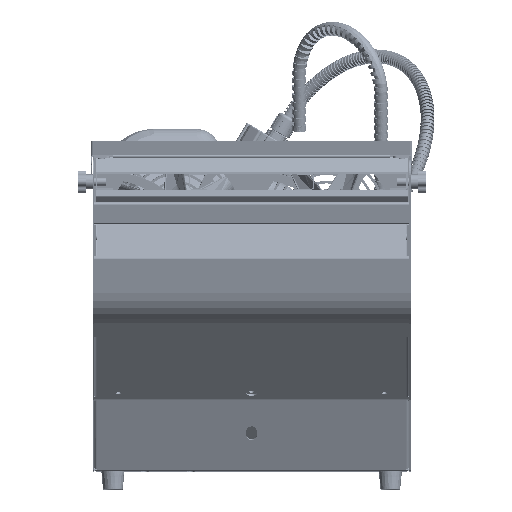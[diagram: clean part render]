
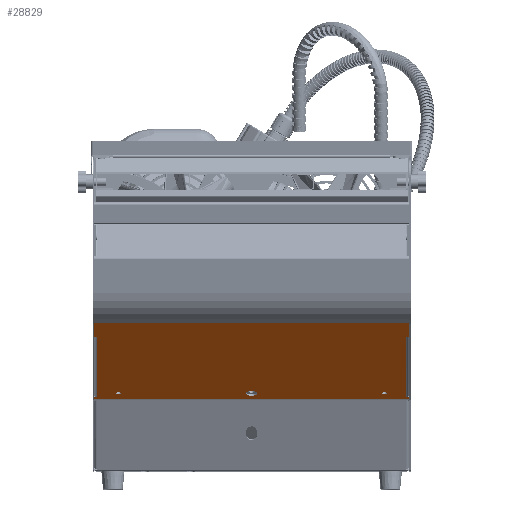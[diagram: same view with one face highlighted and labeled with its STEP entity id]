
A CAD part, top view. The second image highlights one B-rep face of the part: STEP entity #28829.
In plain terms, the highlighted planar face has unit normal (0, -0.908, 0.42).
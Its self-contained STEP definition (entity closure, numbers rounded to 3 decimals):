
#24816=DIRECTION('',(0.,0.42,0.908));
#24817=VECTOR('',#24816,28.181);
#24818=CARTESIAN_POINT('',(-136.,114.353,144.861));
#24819=LINE('',#24818,#24817);
#24820=DIRECTION('',(0.,-0.42,-0.908));
#24821=VECTOR('',#24820,28.181);
#24822=CARTESIAN_POINT('',(136.,126.183,170.438));
#24823=LINE('',#24822,#24821);
#24824=DIRECTION('',(1.,0.,0.));
#24825=VECTOR('',#24824,2.2);
#24826=CARTESIAN_POINT('',(133.8,114.353,144.861));
#24827=LINE('',#24826,#24825);
#24828=DIRECTION('',(1.,0.,0.));
#24829=VECTOR('',#24828,2.2);
#24830=CARTESIAN_POINT('',(133.8,62.47,32.678));
#24831=LINE('',#24830,#24829);
#24832=DIRECTION('',(0.,-0.42,-0.908));
#24833=VECTOR('',#24832,3.5);
#24834=CARTESIAN_POINT('',(136.,62.47,32.678));
#24835=LINE('',#24834,#24833);
#24836=DIRECTION('',(0.,0.42,0.908));
#24837=VECTOR('',#24836,3.5);
#24838=CARTESIAN_POINT('',(-136.,61.001,29.501));
#24839=LINE('',#24838,#24837);
#24840=DIRECTION('',(-1.,0.,0.));
#24841=VECTOR('',#24840,2.2);
#24842=CARTESIAN_POINT('',(-133.8,62.47,32.678));
#24843=LINE('',#24842,#24841);
#24844=DIRECTION('',(-1.,0.,0.));
#24845=VECTOR('',#24844,2.2);
#24846=CARTESIAN_POINT('',(-133.8,114.353,144.861));
#24847=LINE('',#24846,#24845);
#24848=CARTESIAN_POINT('',(-115.,65.991,40.291));
#24849=DIRECTION('',(0.,-0.908,0.42));
#24850=DIRECTION('',(-1.,0.,0.));
#24851=AXIS2_PLACEMENT_3D('',#24848,#24849,#24850);
#24853=CARTESIAN_POINT('',(-115.,65.991,40.291));
#24854=DIRECTION('',(0.,-0.908,0.42));
#24855=DIRECTION('',(1.,0.,0.));
#24856=AXIS2_PLACEMENT_3D('',#24853,#24854,#24855);
#24858=CARTESIAN_POINT('',(0.,65.991,40.291));
#24859=DIRECTION('',(0.,-0.908,0.42));
#24860=DIRECTION('',(-1.,0.,0.));
#24861=AXIS2_PLACEMENT_3D('',#24858,#24859,#24860);
#24863=CARTESIAN_POINT('',(0.,65.991,40.291));
#24864=DIRECTION('',(0.,-0.908,0.42));
#24865=DIRECTION('',(1.,0.,0.));
#24866=AXIS2_PLACEMENT_3D('',#24863,#24864,#24865);
#24868=CARTESIAN_POINT('',(115.,65.991,40.291));
#24869=DIRECTION('',(0.,-0.908,0.42));
#24870=DIRECTION('',(-1.,0.,0.));
#24871=AXIS2_PLACEMENT_3D('',#24868,#24869,#24870);
#24873=CARTESIAN_POINT('',(115.,65.991,40.291));
#24874=DIRECTION('',(0.,-0.908,0.42));
#24875=DIRECTION('',(1.,0.,0.));
#24876=AXIS2_PLACEMENT_3D('',#24873,#24874,#24875);
#24887=DIRECTION('',(1.,0.,0.));
#24888=VECTOR('',#24887,272.);
#24889=CARTESIAN_POINT('',(-136.,126.183,170.438));
#24890=LINE('',#24889,#24888);
#25183=DIRECTION('',(0.,-0.42,-0.908));
#25184=VECTOR('',#25183,123.599);
#25185=CARTESIAN_POINT('',(133.8,114.353,144.861));
#25186=LINE('',#25185,#25184);
#25384=DIRECTION('',(-1.,0.,0.));
#25385=VECTOR('',#25384,272.);
#25386=CARTESIAN_POINT('',(136.,61.001,29.501));
#25387=LINE('',#25386,#25385);
#27124=DIRECTION('',(0.,0.42,0.908));
#27125=VECTOR('',#27124,123.599);
#27126=CARTESIAN_POINT('',(-133.8,62.47,32.678));
#27127=LINE('',#27126,#27125);
#27542=CARTESIAN_POINT('',(136.,61.001,29.501));
#27543=CARTESIAN_POINT('',(-136.,61.001,29.501));
#27544=VERTEX_POINT('',#27542);
#27545=VERTEX_POINT('',#27543);
#27649=CARTESIAN_POINT('',(133.8,62.47,32.678));
#27650=CARTESIAN_POINT('',(136.,62.47,32.678));
#27651=VERTEX_POINT('',#27649);
#27652=VERTEX_POINT('',#27650);
#27654=CARTESIAN_POINT('',(136.,114.353,144.861));
#27656=VERTEX_POINT('',#27654);
#27677=CARTESIAN_POINT('',(-133.8,62.47,32.678));
#27678=CARTESIAN_POINT('',(-136.,62.47,32.678));
#27679=VERTEX_POINT('',#27677);
#27680=VERTEX_POINT('',#27678);
#27709=CARTESIAN_POINT('',(112.75,65.991,40.291));
#27710=CARTESIAN_POINT('',(117.25,65.991,40.291));
#27711=VERTEX_POINT('',#27709);
#27712=VERTEX_POINT('',#27710);
#27713=CARTESIAN_POINT('',(-5.,65.991,40.291));
#27714=CARTESIAN_POINT('',(5.,65.991,40.291));
#27715=VERTEX_POINT('',#27713);
#27716=VERTEX_POINT('',#27714);
#27717=CARTESIAN_POINT('',(-117.25,65.991,40.291));
#27718=CARTESIAN_POINT('',(-112.75,65.991,40.291));
#27719=VERTEX_POINT('',#27717);
#27720=VERTEX_POINT('',#27718);
#27915=CARTESIAN_POINT('',(133.8,114.353,144.861));
#27916=VERTEX_POINT('',#27915);
#27921=CARTESIAN_POINT('',(-133.8,114.353,144.861));
#27922=CARTESIAN_POINT('',(-136.,114.353,144.861));
#27923=VERTEX_POINT('',#27921);
#27924=VERTEX_POINT('',#27922);
#27929=CARTESIAN_POINT('',(136.,126.183,170.438));
#27930=VERTEX_POINT('',#27929);
#27931=CARTESIAN_POINT('',(-136.,126.183,170.438));
#27932=VERTEX_POINT('',#27931);
#28783=CARTESIAN_POINT('',(-136.,60.665,28.775));
#28784=DIRECTION('',(0.,0.908,-0.42));
#28785=DIRECTION('',(-1.,0.,0.));
#28786=AXIS2_PLACEMENT_3D('',#28783,#28784,#28785);
#28787=PLANE('',#28786);
#28788=ORIENTED_EDGE('',*,*,#28749,.T.);
#28790=ORIENTED_EDGE('',*,*,#28789,.T.);
#28792=ORIENTED_EDGE('',*,*,#28791,.T.);
#28794=ORIENTED_EDGE('',*,*,#28793,.F.);
#28796=ORIENTED_EDGE('',*,*,#28795,.T.);
#28798=ORIENTED_EDGE('',*,*,#28797,.T.);
#28800=ORIENTED_EDGE('',*,*,#28799,.T.);
#28802=ORIENTED_EDGE('',*,*,#28801,.T.);
#28803=ORIENTED_EDGE('',*,*,#28761,.T.);
#28805=ORIENTED_EDGE('',*,*,#28804,.F.);
#28807=ORIENTED_EDGE('',*,*,#28806,.T.);
#28808=ORIENTED_EDGE('',*,*,#28776,.T.);
#28809=EDGE_LOOP('',(#28788,#28790,#28792,#28794,#28796,#28798,#28800,#28802,
#28803,#28805,#28807,#28808));
#28810=FACE_OUTER_BOUND('',#28809,.F.);
#28812=ORIENTED_EDGE('',*,*,#28811,.T.);
#28814=ORIENTED_EDGE('',*,*,#28813,.T.);
#28815=EDGE_LOOP('',(#28812,#28814));
#28816=FACE_BOUND('',#28815,.F.);
#28818=ORIENTED_EDGE('',*,*,#28817,.T.);
#28820=ORIENTED_EDGE('',*,*,#28819,.T.);
#28821=EDGE_LOOP('',(#28818,#28820));
#28822=FACE_BOUND('',#28821,.F.);
#28824=ORIENTED_EDGE('',*,*,#28823,.T.);
#28826=ORIENTED_EDGE('',*,*,#28825,.T.);
#28827=EDGE_LOOP('',(#28824,#28826));
#28828=FACE_BOUND('',#28827,.F.);
#28829=ADVANCED_FACE('',(#28810,#28816,#28822,#28828),#28787,.F.);
#24852=CIRCLE('',#24851,2.25);
#24857=CIRCLE('',#24856,2.25);
#24862=CIRCLE('',#24861,5.);
#24867=CIRCLE('',#24866,5.);
#24872=CIRCLE('',#24871,2.25);
#24877=CIRCLE('',#24876,2.25);
#28749=EDGE_CURVE('',#27924,#27932,#24819,.T.);
#28761=EDGE_CURVE('',#27545,#27680,#24839,.T.);
#28776=EDGE_CURVE('',#27923,#27924,#24847,.T.);
#28789=EDGE_CURVE('',#27932,#27930,#24890,.T.);
#28791=EDGE_CURVE('',#27930,#27656,#24823,.T.);
#28793=EDGE_CURVE('',#27916,#27656,#24827,.T.);
#28795=EDGE_CURVE('',#27916,#27651,#25186,.T.);
#28797=EDGE_CURVE('',#27651,#27652,#24831,.T.);
#28799=EDGE_CURVE('',#27652,#27544,#24835,.T.);
#28801=EDGE_CURVE('',#27544,#27545,#25387,.T.);
#28804=EDGE_CURVE('',#27679,#27680,#24843,.T.);
#28806=EDGE_CURVE('',#27679,#27923,#27127,.T.);
#28811=EDGE_CURVE('',#27719,#27720,#24852,.T.);
#28813=EDGE_CURVE('',#27720,#27719,#24857,.T.);
#28817=EDGE_CURVE('',#27715,#27716,#24862,.T.);
#28819=EDGE_CURVE('',#27716,#27715,#24867,.T.);
#28823=EDGE_CURVE('',#27711,#27712,#24872,.T.);
#28825=EDGE_CURVE('',#27712,#27711,#24877,.T.);
